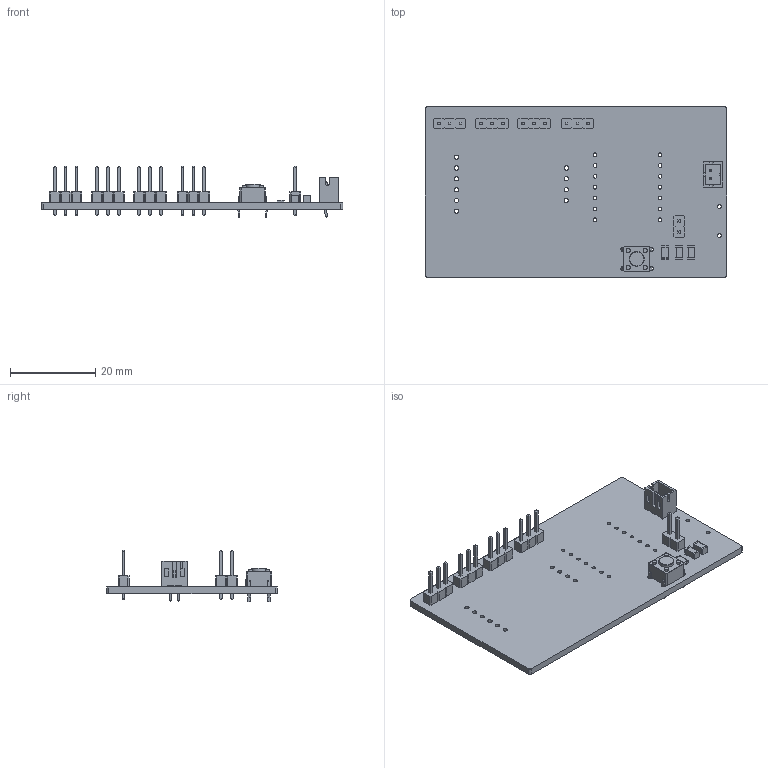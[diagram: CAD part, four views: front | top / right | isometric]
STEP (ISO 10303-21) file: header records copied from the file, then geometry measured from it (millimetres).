
FILE_DESCRIPTION(('KiCad electronic assembly'),'2;1');
FILE_NAME('SmartLitterBoxSensor.step','2025-03-04T16:10:26',('Pcbnew'),( 'Kicad'),'Open CASCADE STEP processor 7.8','KiCad to STEP converter' ,'Unknown');
FILE_SCHEMA(('AUTOMOTIVE_DESIGN { 1 0 10303 214 1 1 1 1 }'));
Length unit declared in the file: millimetre
Products named in the file (14): SmartLitterBoxSensor 1; C_1206_3216Metric; PinHeader_1x03_P2.54mm_Vertical; PinHeader_1x03_P254mm_Vertical; SW_PUSH_6mm; JST_PH_B2B-PH-K_1x02_P2.00mm_Vertical; JST_B2B_PH_K; PinHeader_1x02_P2.54mm_Vertical; PinHeader_1x02_P254mm_Vertical; R_1206_3216Metric; SmartLitterBoxSensor_PCB
Assembly tree (17 placements, depth 3):
  SmartLitterBoxSensor 1
    C_1206_3216Metric  x2
      C_1206_3216Metric
    PinHeader_1x03_P2.54mm_Vertical  x4
      PinHeader_1x03_P254mm_Vertical
    SW_PUSH_6mm
      SW_PUSH_6mm
    JST_PH_B2B-PH-K_1x02_P2.00mm_Vertical
      JST_B2B_PH_K
    PinHeader_1x02_P2.54mm_Vertical
      PinHeader_1x02_P254mm_Vertical
    R_1206_3216Metric
      R_1206_3216Metric
    SmartLitterBoxSensor_PCB
Bounding box: 70.66 x 40.01 x 12.04 mm (x, y, z)
Volume: 4990.6 mm3; surface area: 7438.3 mm2
Topology: 11 solids, 11 shells, 696 faces, 1761 edges, 1127 vertices
Faces by surface type: plane 570, cylinder 125, torus 1
Full cylindrical faces by diameter (mm): 0.75 x2, 0.85 x14, 0.9 x2, 1 x28, 1.1 x4, 3.5 x1
Entity records: 16484 total; most frequent: CARTESIAN_POINT 2350, ORIENTED_EDGE 2298, DIRECTION 2289, EDGE_CURVE 1149, LINE 925, VECTOR 925, VERTEX_POINT 743, AXIS2_PLACEMENT_3D 682
